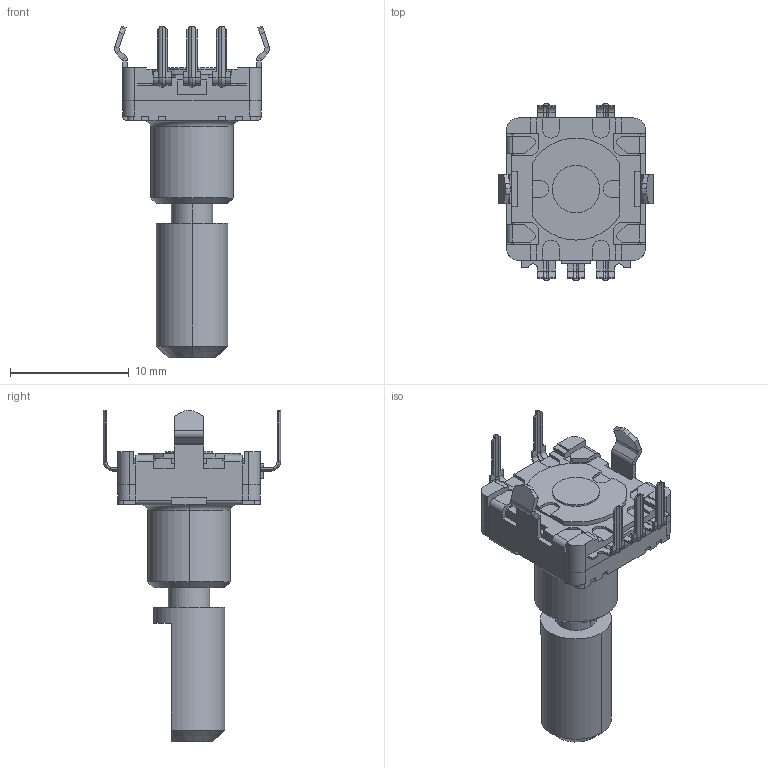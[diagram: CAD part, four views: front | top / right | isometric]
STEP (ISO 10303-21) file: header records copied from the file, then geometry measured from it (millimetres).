
FILE_DESCRIPTION(('STEP AP214'),'1');
FILE_NAME('EC11E15244B2.stp','2016-05-23T09:15:30',('TraceParts'),('TraceParts S.A.'),'Spatial InterOp 3D',' ',' ');
FILE_SCHEMA(('automotive_design'));
Length unit declared in the file: millimetre
Products named in the file (1): _______4
Bounding box: 13.1 x 14.95 x 28 mm (x, y, z)
Volume: 1131.5 mm3; surface area: 1036.8 mm2
Topology: 1 solids, 1 shells, 484 faces, 1224 edges, 753 vertices
Faces by surface type: plane 336, cylinder 122, torus 22, cone 4
Entity records: 18213 total; most frequent: CARTESIAN_POINT 2650, ORIENTED_EDGE 2448, DIRECTION 2388, EDGE_CURVE 1224, LINE 966, VECTOR 966, VERTEX_POINT 753, AXIS2_PLACEMENT_3D 711
